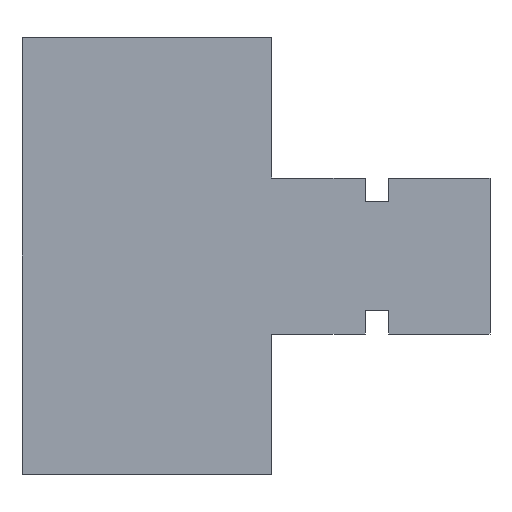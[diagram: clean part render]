
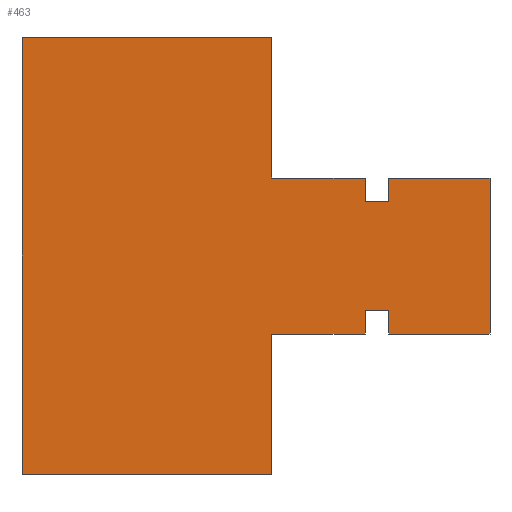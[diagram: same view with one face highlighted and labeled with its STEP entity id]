
A CAD part, front view. The second image highlights one B-rep face of the part: STEP entity #463.
In plain terms, the highlighted planar face has unit normal (0, -1, 0).
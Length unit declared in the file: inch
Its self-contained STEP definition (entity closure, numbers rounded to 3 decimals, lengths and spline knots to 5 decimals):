
#29=LINE('',#698,#86);
#30=LINE('',#701,#87);
#33=LINE('',#707,#90);
#36=LINE('',#713,#93);
#39=LINE('',#719,#96);
#42=LINE('',#725,#99);
#45=LINE('',#731,#102);
#48=LINE('',#737,#105);
#51=LINE('',#743,#108);
#54=LINE('',#749,#111);
#57=LINE('',#755,#114);
#60=LINE('',#761,#117);
#63=LINE('',#767,#120);
#66=LINE('',#773,#123);
#69=LINE('',#779,#126);
#72=LINE('',#784,#129);
#86=VECTOR('',#553,0.3937);
#87=VECTOR('',#556,0.3937);
#90=VECTOR('',#561,0.3937);
#93=VECTOR('',#566,0.3937);
#96=VECTOR('',#571,0.3937);
#99=VECTOR('',#576,0.3937);
#102=VECTOR('',#581,0.3937);
#105=VECTOR('',#586,0.3937);
#108=VECTOR('',#591,0.3937);
#111=VECTOR('',#596,0.3937);
#114=VECTOR('',#601,0.3937);
#117=VECTOR('',#606,0.3937);
#120=VECTOR('',#611,0.3937);
#123=VECTOR('',#616,0.3937);
#126=VECTOR('',#621,0.3937);
#129=VECTOR('',#626,0.3937);
#157=FACE_OUTER_BOUND('',#182,.T.);
#182=EDGE_LOOP('',(#403,#404,#405,#406,#407,#408,#409,#410,#411,#412,#413,
#414,#415,#416,#417,#418));
#200=VERTEX_POINT('',#694);
#201=VERTEX_POINT('',#696);
#202=VERTEX_POINT('',#700);
#204=VERTEX_POINT('',#706);
#206=VERTEX_POINT('',#712);
#208=VERTEX_POINT('',#718);
#210=VERTEX_POINT('',#724);
#212=VERTEX_POINT('',#730);
#214=VERTEX_POINT('',#736);
#216=VERTEX_POINT('',#742);
#218=VERTEX_POINT('',#748);
#220=VERTEX_POINT('',#754);
#222=VERTEX_POINT('',#760);
#224=VERTEX_POINT('',#766);
#226=VERTEX_POINT('',#772);
#228=VERTEX_POINT('',#778);
#248=EDGE_CURVE('',#200,#201,#29,.T.);
#249=EDGE_CURVE('',#202,#201,#30,.T.);
#252=EDGE_CURVE('',#204,#202,#33,.T.);
#255=EDGE_CURVE('',#206,#204,#36,.T.);
#258=EDGE_CURVE('',#208,#206,#39,.T.);
#261=EDGE_CURVE('',#210,#208,#42,.T.);
#264=EDGE_CURVE('',#212,#210,#45,.T.);
#267=EDGE_CURVE('',#214,#212,#48,.T.);
#270=EDGE_CURVE('',#216,#214,#51,.T.);
#273=EDGE_CURVE('',#218,#216,#54,.T.);
#276=EDGE_CURVE('',#220,#218,#57,.T.);
#279=EDGE_CURVE('',#222,#220,#60,.T.);
#282=EDGE_CURVE('',#224,#222,#63,.T.);
#285=EDGE_CURVE('',#226,#224,#66,.T.);
#288=EDGE_CURVE('',#228,#226,#69,.T.);
#291=EDGE_CURVE('',#200,#228,#72,.T.);
#403=ORIENTED_EDGE('',*,*,#291,.F.);
#404=ORIENTED_EDGE('',*,*,#248,.T.);
#405=ORIENTED_EDGE('',*,*,#249,.F.);
#406=ORIENTED_EDGE('',*,*,#252,.F.);
#407=ORIENTED_EDGE('',*,*,#255,.F.);
#408=ORIENTED_EDGE('',*,*,#258,.F.);
#409=ORIENTED_EDGE('',*,*,#261,.F.);
#410=ORIENTED_EDGE('',*,*,#264,.F.);
#411=ORIENTED_EDGE('',*,*,#267,.F.);
#412=ORIENTED_EDGE('',*,*,#270,.F.);
#413=ORIENTED_EDGE('',*,*,#273,.F.);
#414=ORIENTED_EDGE('',*,*,#276,.F.);
#415=ORIENTED_EDGE('',*,*,#279,.F.);
#416=ORIENTED_EDGE('',*,*,#282,.F.);
#417=ORIENTED_EDGE('',*,*,#285,.F.);
#418=ORIENTED_EDGE('',*,*,#288,.F.);
#439=PLANE('',#514);
#463=ADVANCED_FACE('',(#157),#439,.F.);
#514=AXIS2_PLACEMENT_3D('',#787,#630,#631);
#553=DIRECTION('',(0.,0.,-1.));
#556=DIRECTION('',(-1.,0.,0.));
#561=DIRECTION('',(0.,0.,-1.));
#566=DIRECTION('',(-1.,0.,0.));
#571=DIRECTION('',(0.,0.,-1.));
#576=DIRECTION('',(-1.,0.,0.));
#581=DIRECTION('',(0.,0.,1.));
#586=DIRECTION('',(-1.,0.,0.));
#591=DIRECTION('',(0.,0.,-1.));
#596=DIRECTION('',(1.,0.,0.));
#601=DIRECTION('',(0.,0.,1.));
#606=DIRECTION('',(1.,0.,0.));
#611=DIRECTION('',(0.,0.,-1.));
#616=DIRECTION('',(1.,0.,0.));
#621=DIRECTION('',(0.,0.,-1.));
#626=DIRECTION('',(1.,0.,0.));
#630=DIRECTION('center_axis',(0.,1.,0.));
#631=DIRECTION('ref_axis',(0.,0.,1.));
#694=CARTESIAN_POINT('',(-1.,0.,1.75));
#696=CARTESIAN_POINT('',(-1.,0.,-1.75));
#698=CARTESIAN_POINT('',(-1.,0.,1.75));
#700=CARTESIAN_POINT('',(1.,0.,-1.75));
#701=CARTESIAN_POINT('',(1.,0.,-1.75));
#706=CARTESIAN_POINT('',(1.,0.,-0.625));
#707=CARTESIAN_POINT('',(1.,0.,1.75));
#712=CARTESIAN_POINT('',(1.75,0.,-0.625));
#713=CARTESIAN_POINT('',(2.75,0.,-0.625));
#718=CARTESIAN_POINT('',(1.75,0.,-0.4375));
#719=CARTESIAN_POINT('',(1.75,0.,-0.4375));
#724=CARTESIAN_POINT('',(1.9375,0.,-0.4375));
#725=CARTESIAN_POINT('',(1.9375,0.,-0.4375));
#730=CARTESIAN_POINT('',(1.9375,0.,-0.625));
#731=CARTESIAN_POINT('',(1.9375,0.,-0.625));
#736=CARTESIAN_POINT('',(2.75,0.,-0.625));
#737=CARTESIAN_POINT('',(2.75,0.,-0.625));
#742=CARTESIAN_POINT('',(2.75,0.,0.625));
#743=CARTESIAN_POINT('',(2.75,0.,0.625));
#748=CARTESIAN_POINT('',(1.9375,0.,0.625));
#749=CARTESIAN_POINT('',(1.,0.,0.625));
#754=CARTESIAN_POINT('',(1.9375,0.,0.4375));
#755=CARTESIAN_POINT('',(1.9375,0.,0.4375));
#760=CARTESIAN_POINT('',(1.75,0.,0.4375));
#761=CARTESIAN_POINT('',(1.75,0.,0.4375));
#766=CARTESIAN_POINT('',(1.75,0.,0.625));
#767=CARTESIAN_POINT('',(1.75,0.,0.625));
#772=CARTESIAN_POINT('',(1.,0.,0.625));
#773=CARTESIAN_POINT('',(1.,0.,0.625));
#778=CARTESIAN_POINT('',(1.,0.,1.75));
#779=CARTESIAN_POINT('',(1.,0.,1.75));
#784=CARTESIAN_POINT('',(-1.,0.,1.75));
#787=CARTESIAN_POINT('Origin',(1.375,0.,0.));
